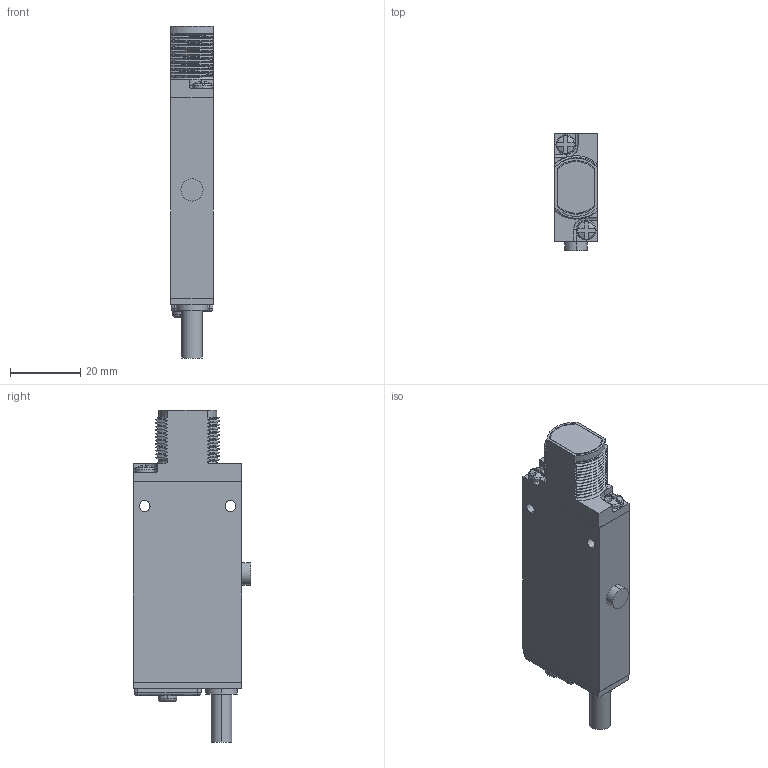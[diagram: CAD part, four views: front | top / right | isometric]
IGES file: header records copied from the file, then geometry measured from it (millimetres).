
Start section:  PTC IGES file: 155302.igs
Global section: file name: 155302.igs; native system: Pro/ENGINEER by Parametric Technology Corporation; preprocessor: 2009141; author: banengservice; organization: Unknown; date: 20101203.082857; units: inch
Bounding box: 12.19 x 33.27 x 94.41 mm (x, y, z)
Volume: 9447.5 mm3; surface area: 16677.5 mm2
Topology: 3 solids, 5 shells, 530 faces, 1421 edges, 919 vertices
Faces by surface type: bspline 310, revolution 220
